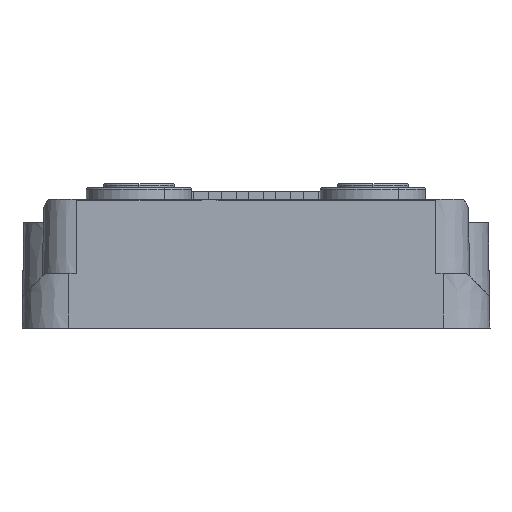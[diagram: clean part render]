
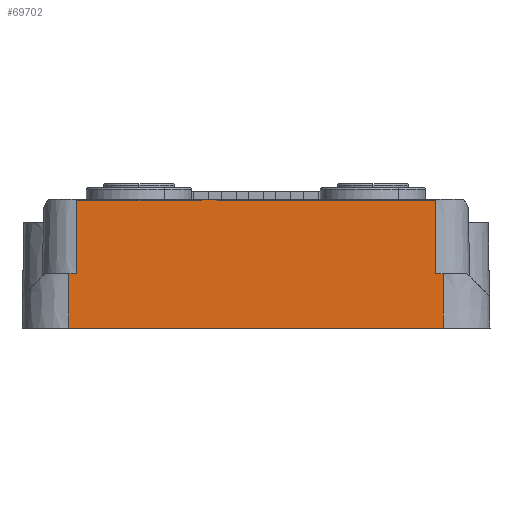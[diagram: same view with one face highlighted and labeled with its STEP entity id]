
A CAD part, front view. The second image highlights one B-rep face of the part: STEP entity #69702.
In plain terms, the highlighted planar face has unit normal (0, -1, 0.018).
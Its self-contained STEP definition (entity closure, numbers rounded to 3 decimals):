
#69618=AXIS2_PLACEMENT_3D('Plane Axis2P3D',#69615,#69616,#69617) ;
#69615=CARTESIAN_POINT('Axis2P3D Location',(60.,0.,0.)) ;
#69620=CARTESIAN_POINT('Line Origine',(30.,0.,0.)) ;
#69624=CARTESIAN_POINT('Vertex',(54.,0.,0.)) ;
#69626=CARTESIAN_POINT('Vertex',(53.,0.,0.)) ;
#69629=CARTESIAN_POINT('Line Origine',(54.,0.061,3.5)) ;
#69633=CARTESIAN_POINT('Vertex',(54.,0.122,7.)) ;
#69636=CARTESIAN_POINT('Line Origine',(30.,0.122,7.)) ;
#69640=CARTESIAN_POINT('Vertex',(53.,0.122,7.)) ;
#69643=CARTESIAN_POINT('Line Origine',(53.,0.061,3.5)) ;
#69647=CARTESIAN_POINT('Vertex',(53.,0.288,16.5)) ;
#69650=CARTESIAN_POINT('Line Origine',(30.,0.288,16.5)) ;
#69654=CARTESIAN_POINT('Vertex',(7.,0.288,16.5)) ;
#69657=CARTESIAN_POINT('Line Origine',(7.,0.061,3.5)) ;
#69661=CARTESIAN_POINT('Vertex',(7.,0.122,7.)) ;
#69664=CARTESIAN_POINT('Line Origine',(30.,0.122,7.)) ;
#69668=CARTESIAN_POINT('Vertex',(6.,0.122,7.)) ;
#69671=CARTESIAN_POINT('Line Origine',(6.,0.061,3.5)) ;
#69675=CARTESIAN_POINT('Vertex',(6.,0.,0.)) ;
#69678=CARTESIAN_POINT('Line Origine',(30.,0.,0.)) ;
#69682=CARTESIAN_POINT('Vertex',(7.,0.,0.)) ;
#69685=CARTESIAN_POINT('Line Origine',(30.,0.,0.)) ;
#69616=DIRECTION('Axis2P3D Direction',(0.,-1.,0.017)) ;
#69617=DIRECTION('Axis2P3D XDirection',(-1.,0.,0.)) ;
#69621=DIRECTION('Vector Direction',(-1.,0.,0.)) ;
#69630=DIRECTION('Vector Direction',(0.,-0.017,-1.)) ;
#69637=DIRECTION('Vector Direction',(-1.,0.,0.)) ;
#69644=DIRECTION('Vector Direction',(0.,-0.017,-1.)) ;
#69651=DIRECTION('Vector Direction',(-1.,0.,0.)) ;
#69658=DIRECTION('Vector Direction',(0.,-0.017,-1.)) ;
#69665=DIRECTION('Vector Direction',(-1.,0.,0.)) ;
#69672=DIRECTION('Vector Direction',(0.,-0.017,-1.)) ;
#69679=DIRECTION('Vector Direction',(-1.,0.,0.)) ;
#69686=DIRECTION('Vector Direction',(-1.,0.,0.)) ;
#69622=VECTOR('Line Direction',#69621,1.) ;
#69631=VECTOR('Line Direction',#69630,1.) ;
#69638=VECTOR('Line Direction',#69637,1.) ;
#69645=VECTOR('Line Direction',#69644,1.) ;
#69652=VECTOR('Line Direction',#69651,1.) ;
#69659=VECTOR('Line Direction',#69658,1.) ;
#69666=VECTOR('Line Direction',#69665,1.) ;
#69673=VECTOR('Line Direction',#69672,1.) ;
#69680=VECTOR('Line Direction',#69679,1.) ;
#69687=VECTOR('Line Direction',#69686,1.) ;
#69691=ORIENTED_EDGE('',*,*,#69628,.F.) ;
#69692=ORIENTED_EDGE('',*,*,#69635,.T.) ;
#69693=ORIENTED_EDGE('',*,*,#69642,.F.) ;
#69694=ORIENTED_EDGE('',*,*,#69649,.T.) ;
#69695=ORIENTED_EDGE('',*,*,#69656,.F.) ;
#69696=ORIENTED_EDGE('',*,*,#69663,.F.) ;
#69697=ORIENTED_EDGE('',*,*,#69670,.F.) ;
#69698=ORIENTED_EDGE('',*,*,#69677,.F.) ;
#69699=ORIENTED_EDGE('',*,*,#69684,.F.) ;
#69700=ORIENTED_EDGE('',*,*,#69689,.F.) ;
#69702=ADVANCED_FACE('333093.1\\Gehaeuse\\Gehaeuse',(#69701),#69619,.T.) ;
#69628=EDGE_CURVE('',#69625,#69627,#69623,.T.) ;
#69635=EDGE_CURVE('',#69625,#69634,#69632,.F.) ;
#69642=EDGE_CURVE('',#69641,#69634,#69639,.F.) ;
#69649=EDGE_CURVE('',#69641,#69648,#69646,.F.) ;
#69656=EDGE_CURVE('',#69655,#69648,#69653,.F.) ;
#69663=EDGE_CURVE('',#69662,#69655,#69660,.F.) ;
#69670=EDGE_CURVE('',#69669,#69662,#69667,.F.) ;
#69677=EDGE_CURVE('',#69676,#69669,#69674,.F.) ;
#69684=EDGE_CURVE('',#69683,#69676,#69681,.T.) ;
#69689=EDGE_CURVE('',#69627,#69683,#69688,.T.) ;
#69690=EDGE_LOOP('',(#69691,#69692,#69693,#69694,#69695,#69696,#69697,#69698,#69699,#69700)) ;
#69701=FACE_OUTER_BOUND('',#69690,.T.) ;
#69623=LINE('Line',#69620,#69622) ;
#69632=LINE('Line',#69629,#69631) ;
#69639=LINE('Line',#69636,#69638) ;
#69646=LINE('Line',#69643,#69645) ;
#69653=LINE('Line',#69650,#69652) ;
#69660=LINE('Line',#69657,#69659) ;
#69667=LINE('Line',#69664,#69666) ;
#69674=LINE('Line',#69671,#69673) ;
#69681=LINE('Line',#69678,#69680) ;
#69688=LINE('Line',#69685,#69687) ;
#69619=PLANE('',#69618) ;
#69625=VERTEX_POINT('',#69624) ;
#69627=VERTEX_POINT('',#69626) ;
#69634=VERTEX_POINT('',#69633) ;
#69641=VERTEX_POINT('',#69640) ;
#69648=VERTEX_POINT('',#69647) ;
#69655=VERTEX_POINT('',#69654) ;
#69662=VERTEX_POINT('',#69661) ;
#69669=VERTEX_POINT('',#69668) ;
#69676=VERTEX_POINT('',#69675) ;
#69683=VERTEX_POINT('',#69682) ;
